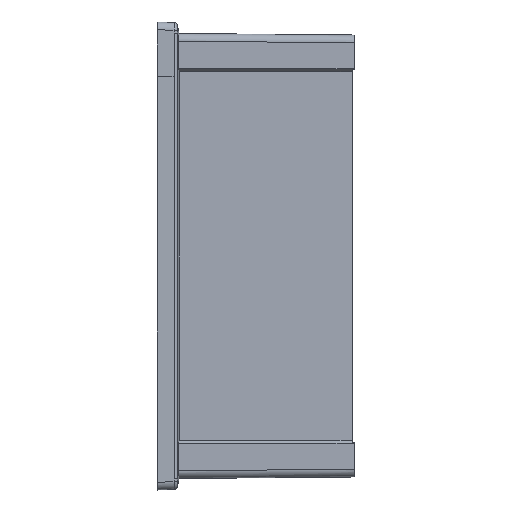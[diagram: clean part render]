
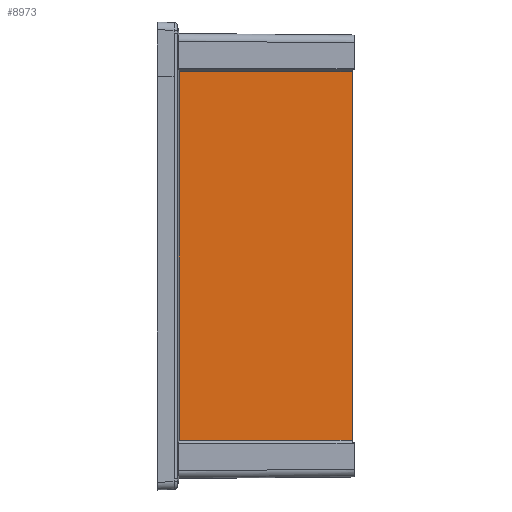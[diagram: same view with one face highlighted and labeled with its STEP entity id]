
A CAD part, left-side view. The second image highlights one B-rep face of the part: STEP entity #8973.
In plain terms, the highlighted planar face has unit normal (-1, -0.009, 0).
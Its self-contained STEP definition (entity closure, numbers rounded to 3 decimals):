
#2151=DIRECTION('',(0.,0.,1.));
#2152=VECTOR('',#2151,261.813);
#2153=CARTESIAN_POINT('',(-130.952,-15.705,
-130.906));
#2154=LINE('',#2153,#2152);
#2155=DIRECTION('',(-0.009,1.,0.001));
#2156=VECTOR('',#2155,122.799);
#2157=CARTESIAN_POINT('',(-129.88,-138.5,130.794));
#2158=LINE('',#2157,#2156);
#2159=DIRECTION('',(0.,0.,1.));
#2160=VECTOR('',#2159,261.588);
#2161=CARTESIAN_POINT('',(-129.88,-138.5,-130.794));
#2162=LINE('',#2161,#2160);
#2163=DIRECTION('',(0.009,-1.,0.001));
#2164=VECTOR('',#2163,122.799);
#2165=CARTESIAN_POINT('',(-130.952,-15.705,
-130.906));
#2166=LINE('',#2165,#2164);
#5271=CARTESIAN_POINT('',(-129.88,-138.5,130.794));
#5272=VERTEX_POINT('',#5271);
#5273=CARTESIAN_POINT('',(-129.88,-138.5,-130.794));
#5274=VERTEX_POINT('',#5273);
#5707=CARTESIAN_POINT('',(-130.952,-15.705,
130.906));
#5708=VERTEX_POINT('',#5707);
#5709=CARTESIAN_POINT('',(-130.952,-15.705,
-130.906));
#5710=VERTEX_POINT('',#5709);
#8961=CARTESIAN_POINT('',(-130.416,-77.103,0.));
#8962=DIRECTION('',(1.,0.009,0.));
#8963=DIRECTION('',(0.009,-1.,0.));
#8964=AXIS2_PLACEMENT_3D('',#8961,#8962,#8963);
#8965=PLANE('',#8964);
#8966=ORIENTED_EDGE('',*,*,#8919,.T.);
#8967=ORIENTED_EDGE('',*,*,#8902,.F.);
#8968=ORIENTED_EDGE('',*,*,#8133,.F.);
#8970=ORIENTED_EDGE('',*,*,#8969,.F.);
#8971=EDGE_LOOP('',(#8966,#8967,#8968,#8970));
#8972=FACE_OUTER_BOUND('',#8971,.F.);
#8973=ADVANCED_FACE('',(#8972),#8965,.F.);
#8133=EDGE_CURVE('',#5274,#5272,#2162,.T.);
#8902=EDGE_CURVE('',#5272,#5708,#2158,.T.);
#8919=EDGE_CURVE('',#5710,#5708,#2154,.T.);
#8969=EDGE_CURVE('',#5710,#5274,#2166,.T.);
